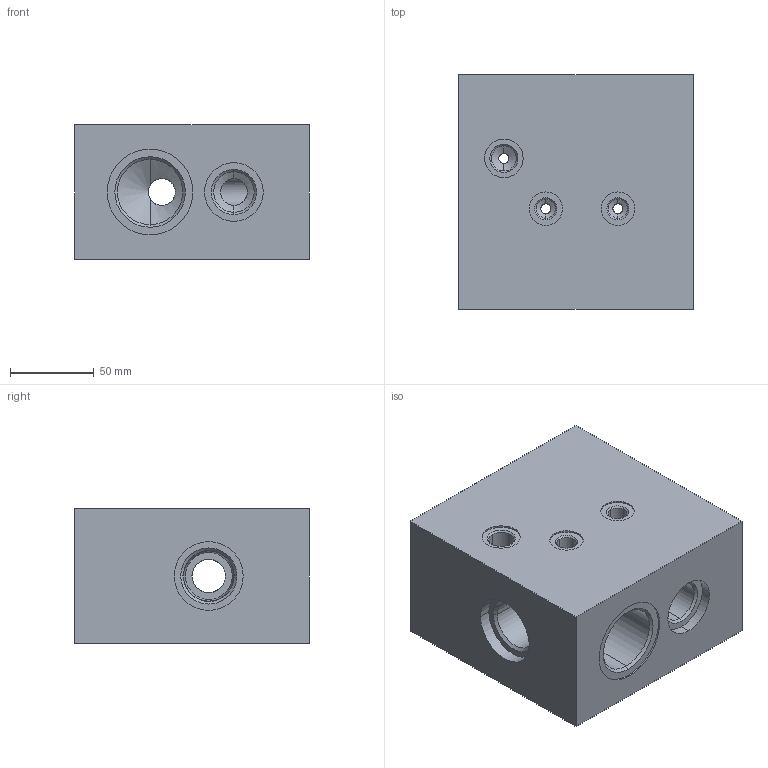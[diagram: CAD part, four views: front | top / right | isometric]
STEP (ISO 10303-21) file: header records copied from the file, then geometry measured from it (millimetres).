
FILE_DESCRIPTION (( 'STEP AP203' ), '1' );
FILE_NAME ('KR145260-01-10-4-00-001-0.0 Ïëèòà ìîíòàæíàÿ.STEP', '2021-07-27T12:29:13', ( '' ), ( '' ), 'SwSTEP 2.0', 'SolidWorks 2020', '' );
FILE_SCHEMA (( 'CONFIG_CONTROL_DESIGN' ));
Length unit declared in the file: millimetre
Products named in the file (1): KR145260-01-10-4-00-001-0.0 Ïëèòà ìîíòàæíàÿ
Bounding box: 140 x 140 x 80 mm (x, y, z)
Volume: 1297127.3 mm3; surface area: 122780.5 mm2
Topology: 1 solids, 1 shells, 769 faces, 2021 edges, 1309 vertices
Faces by surface type: bspline 392, plane 214, cylinder 93, cone 70
Entity records: 36124 total; most frequent: CARTESIAN_POINT 19738, ORIENTED_EDGE 4018, DIRECTION 2135, EDGE_CURVE 2009, VERTEX_POINT 1309, LINE 995, VECTOR 995, EDGE_LOOP 862
